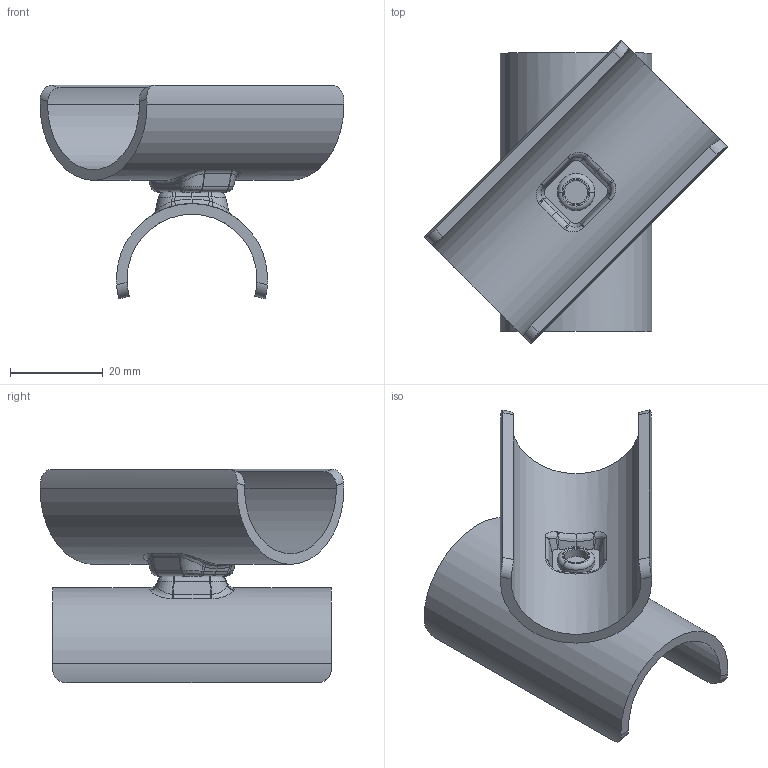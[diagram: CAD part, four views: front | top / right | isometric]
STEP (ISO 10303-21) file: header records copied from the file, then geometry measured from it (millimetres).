
FILE_DESCRIPTION (( 'STEP AP214' ), '1' );
FILE_NAME ('B313 Ñîåäèíèòåëü òðóáíûé, Ô28, 19B.STEP', '2023-11-10T09:41:02', ( '' ), ( '' ), 'SwSTEP 2.0', 'SolidWorks 2022', '' );
FILE_SCHEMA (( 'AUTOMOTIVE_DESIGN' ));
Length unit declared in the file: millimetre
Products named in the file (1): B313 Соединитель трубный, Ф28, 19B
Bounding box: 65.48 x 65.48 x 46.04 mm (x, y, z)
Volume: 15974 mm3; surface area: 15075.8 mm2
Topology: 3 solids, 3 shells, 237 faces, 556 edges, 332 vertices
Faces by surface type: bspline 160, cylinder 44, plane 25, torus 8
Entity records: 16488 total; most frequent: CARTESIAN_POINT 9437, ORIENTED_EDGE 1112, DIRECTION 604, EDGE_CURVE 556, VERTEX_POINT 332, B_SPLINE_CURVE_WITH_KNOTS 256, EDGE_LOOP 248, AXIS2_PLACEMENT_3D 242
